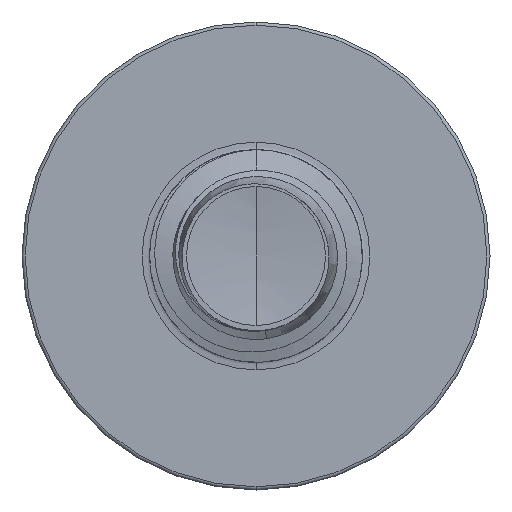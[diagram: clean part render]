
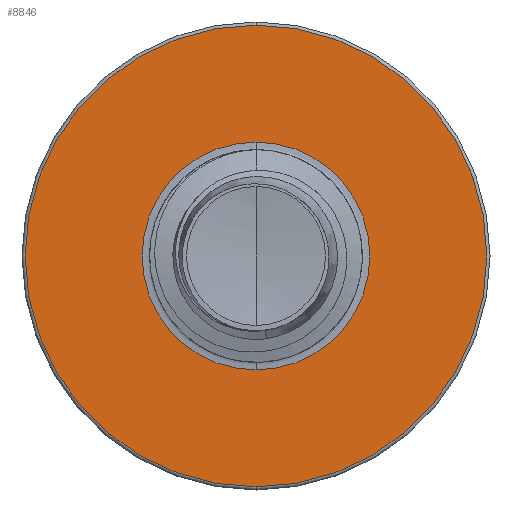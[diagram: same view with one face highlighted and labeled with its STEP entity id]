
A CAD part, front view. The second image highlights one B-rep face of the part: STEP entity #8846.
In plain terms, the highlighted planar face has unit normal (0, -1, 0).
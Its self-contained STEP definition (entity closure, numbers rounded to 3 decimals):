
#248 = DIRECTION ( 'NONE',  ( 0., 1., 0. ) ) ;
#605 = ORIENTED_EDGE ( 'NONE', *, *, #12491, .F. ) ;
#631 = AXIS2_PLACEMENT_3D ( 'NONE', #25148, #15703, #1847 ) ;
#1847 = DIRECTION ( 'NONE',  ( 0., 0., 1. ) ) ;
#4882 = CIRCLE ( 'NONE', #19982, 5.425 ) ;
#5981 = CARTESIAN_POINT ( 'NONE',  ( 0., 11., -2.677 ) ) ;
#6075 = CARTESIAN_POINT ( 'NONE',  ( 0., 11., 0. ) ) ;
#8534 = DIRECTION ( 'NONE',  ( 0., 0., 1. ) ) ;
#8846 = ADVANCED_FACE ( 'NONE', ( #17900, #12957 ), #19516, .F. ) ;
#9881 = CIRCLE ( 'NONE', #631, 2.677 ) ;
#10983 = VERTEX_POINT ( 'NONE', #14307 ) ;
#11392 = EDGE_LOOP ( 'NONE', ( #605, #19917 ) ) ;
#12179 = AXIS2_PLACEMENT_3D ( 'NONE', #19762, #19489, #19461 ) ;
#12437 = CARTESIAN_POINT ( 'NONE',  ( 0., 11., 5.425 ) ) ;
#12491 = EDGE_CURVE ( 'NONE', #23997, #22724, #25142, .T. ) ;
#12957 = FACE_BOUND ( 'NONE', #16355, .T. ) ;
#14103 = ORIENTED_EDGE ( 'NONE', *, *, #23753, .T. ) ;
#14307 = CARTESIAN_POINT ( 'NONE',  ( 0., 11., 2.677 ) ) ;
#14510 = CARTESIAN_POINT ( 'NONE',  ( 0., 11., 0. ) ) ;
#15703 = DIRECTION ( 'NONE',  ( 0., 1., 0. ) ) ;
#16355 = EDGE_LOOP ( 'NONE', ( #14103, #20915 ) ) ;
#16455 = DIRECTION ( 'NONE',  ( 0., 0., 1. ) ) ;
#17587 = DIRECTION ( 'NONE',  ( 0., 0., 1. ) ) ;
#17592 = DIRECTION ( 'NONE',  ( 0., 1., 0. ) ) ;
#17624 = CARTESIAN_POINT ( 'NONE',  ( 0., 11., 0. ) ) ;
#17900 = FACE_OUTER_BOUND ( 'NONE', #11392, .T. ) ;
#19461 = DIRECTION ( 'NONE',  ( 0., 0., 1. ) ) ;
#19489 = DIRECTION ( 'NONE',  ( 0., 1., 0. ) ) ;
#19516 = PLANE ( 'NONE',  #12179 ) ;
#19762 = CARTESIAN_POINT ( 'NONE',  ( 0., 11., -2.677 ) ) ;
#19917 = ORIENTED_EDGE ( 'NONE', *, *, #20596, .F. ) ;
#19982 = AXIS2_PLACEMENT_3D ( 'NONE', #14510, #248, #16455 ) ;
#20195 = CIRCLE ( 'NONE', #23335, 2.677 ) ;
#20374 = DIRECTION ( 'NONE',  ( 0., 1., 0. ) ) ;
#20596 = EDGE_CURVE ( 'NONE', #22724, #23997, #4882, .T. ) ;
#20881 = AXIS2_PLACEMENT_3D ( 'NONE', #17624, #17592, #17587 ) ;
#20915 = ORIENTED_EDGE ( 'NONE', *, *, #25224, .T. ) ;
#22057 = VERTEX_POINT ( 'NONE', #5981 ) ;
#22724 = VERTEX_POINT ( 'NONE', #24321 ) ;
#23335 = AXIS2_PLACEMENT_3D ( 'NONE', #6075, #20374, #8534 ) ;
#23753 = EDGE_CURVE ( 'NONE', #10983, #22057, #9881, .T. ) ;
#23997 = VERTEX_POINT ( 'NONE', #12437 ) ;
#24321 = CARTESIAN_POINT ( 'NONE',  ( 0., 11., -5.425 ) ) ;
#25142 = CIRCLE ( 'NONE', #20881, 5.425 ) ;
#25148 = CARTESIAN_POINT ( 'NONE',  ( 0., 11., 0. ) ) ;
#25224 = EDGE_CURVE ( 'NONE', #22057, #10983, #20195, .T. ) ;
